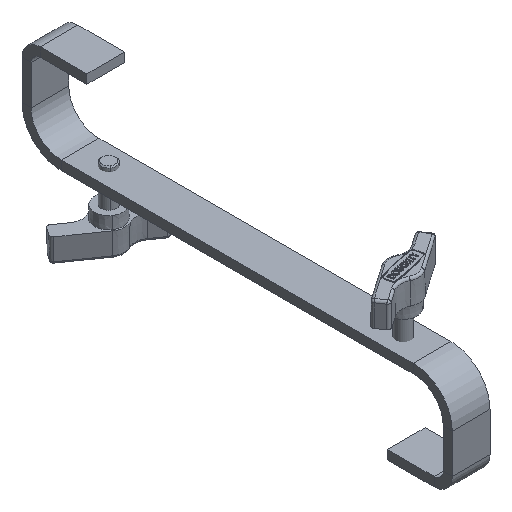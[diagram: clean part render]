
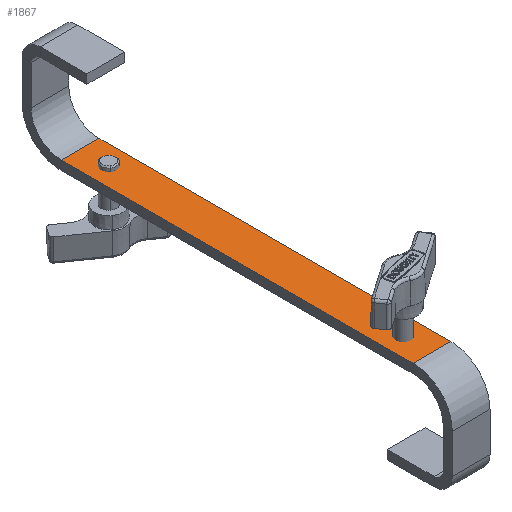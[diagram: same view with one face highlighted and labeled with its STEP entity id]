
A CAD part, isometric view. The second image highlights one B-rep face of the part: STEP entity #1867.
In plain terms, the highlighted planar face has unit normal (0, 0, 1).
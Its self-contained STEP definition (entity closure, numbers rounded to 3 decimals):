
#83 = DIRECTION ( 'NONE',  ( 0., 1., 0. ) ) ;
#194 = DIRECTION ( 'NONE',  ( 0., -1., 0. ) ) ;
#236 = AXIS2_PLACEMENT_3D ( 'NONE', #453, #4522, #3998 ) ;
#453 = CARTESIAN_POINT ( 'NONE',  ( 0., -197., -58. ) ) ;
#476 = EDGE_CURVE ( 'NONE', #3738, #2668, #3951, .T. ) ;
#532 = ORIENTED_EDGE ( 'NONE', *, *, #1124, .T. ) ;
#606 = CIRCLE ( 'NONE', #4268, 4.25 ) ;
#618 = CARTESIAN_POINT ( 'NONE',  ( 12.5, 17., -58. ) ) ;
#660 = ORIENTED_EDGE ( 'NONE', *, *, #2660, .T. ) ;
#757 = VERTEX_POINT ( 'NONE', #2412 ) ;
#761 = VECTOR ( 'NONE', #5001, 1000. ) ;
#868 = CARTESIAN_POINT ( 'NONE',  ( 0., -6.25, -58. ) ) ;
#889 = CARTESIAN_POINT ( 'NONE',  ( 0., -2., -58. ) ) ;
#906 = EDGE_CURVE ( 'NONE', #757, #2825, #1844, .T. ) ;
#926 = CARTESIAN_POINT ( 'NONE',  ( -12.5, -216., -58. ) ) ;
#931 = CARTESIAN_POINT ( 'NONE',  ( 12.5, 17., -58. ) ) ;
#949 = CARTESIAN_POINT ( 'NONE',  ( 12.5, 17., -58. ) ) ;
#972 = VERTEX_POINT ( 'NONE', #2938 ) ;
#1027 = CARTESIAN_POINT ( 'NONE',  ( 0., -2., -58. ) ) ;
#1046 = EDGE_LOOP ( 'NONE', ( #660, #4066, #4456, #2132 ) ) ;
#1090 = VECTOR ( 'NONE', #3702, 1000. ) ;
#1124 = EDGE_CURVE ( 'NONE', #4143, #4322, #1908, .T. ) ;
#1337 = CARTESIAN_POINT ( 'NONE',  ( 0., -197., -58. ) ) ;
#1490 = EDGE_CURVE ( 'NONE', #4322, #4143, #606, .T. ) ;
#1596 = CARTESIAN_POINT ( 'NONE',  ( -12.5, 17., -58. ) ) ;
#1628 = DIRECTION ( 'NONE',  ( 0., -1., 0. ) ) ;
#1788 = FACE_OUTER_BOUND ( 'NONE', #1046, .T. ) ;
#1844 = LINE ( 'NONE', #4524, #1090 ) ;
#1867 = ADVANCED_FACE ( 'NONE', ( #3048, #1983, #1788 ), #3746, .F. ) ;
#1906 = ORIENTED_EDGE ( 'NONE', *, *, #4441, .T. ) ;
#1908 = CIRCLE ( 'NONE', #3022, 4.25 ) ;
#1983 = FACE_BOUND ( 'NONE', #4746, .T. ) ;
#2009 = EDGE_LOOP ( 'NONE', ( #532, #2508 ) ) ;
#2132 = ORIENTED_EDGE ( 'NONE', *, *, #476, .T. ) ;
#2361 = CARTESIAN_POINT ( 'NONE',  ( 0., 2.25, -58. ) ) ;
#2412 = CARTESIAN_POINT ( 'NONE',  ( 12.5, -216., -58. ) ) ;
#2508 = ORIENTED_EDGE ( 'NONE', *, *, #1490, .T. ) ;
#2625 = LINE ( 'NONE', #949, #4620 ) ;
#2660 = EDGE_CURVE ( 'NONE', #2668, #2825, #3436, .T. ) ;
#2664 = CIRCLE ( 'NONE', #4145, 4.25 ) ;
#2668 = VERTEX_POINT ( 'NONE', #3596 ) ;
#2825 = VERTEX_POINT ( 'NONE', #926 ) ;
#2858 = EDGE_CURVE ( 'NONE', #972, #4482, #4181, .T. ) ;
#2887 = DIRECTION ( 'NONE',  ( 0., 0., -1. ) ) ;
#2901 = DIRECTION ( 'NONE',  ( 0., 1., 0. ) ) ;
#2938 = CARTESIAN_POINT ( 'NONE',  ( 0., -192.75, -58. ) ) ;
#2996 = EDGE_CURVE ( 'NONE', #3738, #757, #2625, .T. ) ;
#3012 = CARTESIAN_POINT ( 'NONE',  ( 0., -201.25, -58. ) ) ;
#3022 = AXIS2_PLACEMENT_3D ( 'NONE', #889, #3688, #2901 ) ;
#3048 = FACE_BOUND ( 'NONE', #2009, .T. ) ;
#3436 = LINE ( 'NONE', #1596, #3862 ) ;
#3439 = DIRECTION ( 'NONE',  ( 0., 1., 0. ) ) ;
#3508 = ORIENTED_EDGE ( 'NONE', *, *, #2858, .T. ) ;
#3596 = CARTESIAN_POINT ( 'NONE',  ( -12.5, 17., -58. ) ) ;
#3688 = DIRECTION ( 'NONE',  ( 0., 0., -1. ) ) ;
#3702 = DIRECTION ( 'NONE',  ( -1., 0., 0. ) ) ;
#3738 = VERTEX_POINT ( 'NONE', #931 ) ;
#3746 = PLANE ( 'NONE',  #4838 ) ;
#3862 = VECTOR ( 'NONE', #1628, 1000. ) ;
#3951 = LINE ( 'NONE', #618, #761 ) ;
#3998 = DIRECTION ( 'NONE',  ( 0., 1., 0. ) ) ;
#4066 = ORIENTED_EDGE ( 'NONE', *, *, #906, .F. ) ;
#4134 = DIRECTION ( 'NONE',  ( 0., 0., -1. ) ) ;
#4143 = VERTEX_POINT ( 'NONE', #2361 ) ;
#4145 = AXIS2_PLACEMENT_3D ( 'NONE', #1337, #4134, #4537 ) ;
#4181 = CIRCLE ( 'NONE', #236, 4.25 ) ;
#4268 = AXIS2_PLACEMENT_3D ( 'NONE', #1027, #4623, #3439 ) ;
#4322 = VERTEX_POINT ( 'NONE', #868 ) ;
#4441 = EDGE_CURVE ( 'NONE', #4482, #972, #2664, .T. ) ;
#4456 = ORIENTED_EDGE ( 'NONE', *, *, #2996, .F. ) ;
#4482 = VERTEX_POINT ( 'NONE', #3012 ) ;
#4522 = DIRECTION ( 'NONE',  ( 0., 0., -1. ) ) ;
#4524 = CARTESIAN_POINT ( 'NONE',  ( 12.5, -216., -58. ) ) ;
#4537 = DIRECTION ( 'NONE',  ( 0., 1., 0. ) ) ;
#4620 = VECTOR ( 'NONE', #194, 1000. ) ;
#4623 = DIRECTION ( 'NONE',  ( 0., 0., -1. ) ) ;
#4746 = EDGE_LOOP ( 'NONE', ( #3508, #1906 ) ) ;
#4838 = AXIS2_PLACEMENT_3D ( 'NONE', #4973, #2887, #83 ) ;
#4973 = CARTESIAN_POINT ( 'NONE',  ( 12.5, 17., -58. ) ) ;
#5001 = DIRECTION ( 'NONE',  ( -1., 0., 0. ) ) ;
